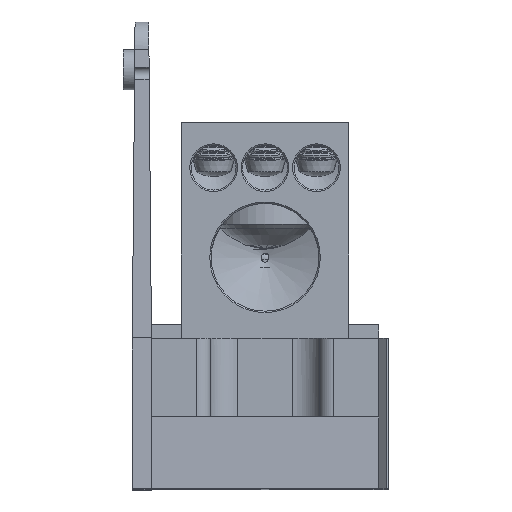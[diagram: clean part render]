
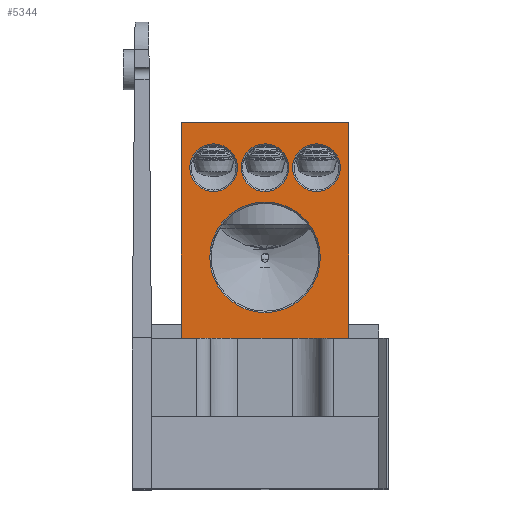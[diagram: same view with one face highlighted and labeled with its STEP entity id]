
A CAD part, top view. The second image highlights one B-rep face of the part: STEP entity #5344.
In plain terms, the highlighted planar face has unit normal (0, 0, 1).
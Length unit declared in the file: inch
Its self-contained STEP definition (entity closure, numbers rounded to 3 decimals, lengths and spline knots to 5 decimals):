
#244 = LINE ( 'NONE', #9197, #31171 ) ;
#355 = DIRECTION ( 'NONE',  ( -1., 0., 0. ) ) ;
#512 = CARTESIAN_POINT ( 'NONE',  ( -0.583, 0.75, 1.5 ) ) ;
#585 = VERTEX_POINT ( 'NONE', #27055 ) ;
#771 = CARTESIAN_POINT ( 'NONE',  ( -0.583, -0.75, 1.5 ) ) ;
#979 = VERTEX_POINT ( 'NONE', #4754 ) ;
#1054 = DIRECTION ( 'NONE',  ( -1., 0., 0. ) ) ;
#1350 = VERTEX_POINT ( 'NONE', #5065 ) ;
#2820 = EDGE_CURVE ( 'NONE', #11192, #8536, #9737, .T. ) ;
#3235 = VECTOR ( 'NONE', #31374, 39.37008 ) ;
#3365 = VECTOR ( 'NONE', #19832, 39.37008 ) ;
#3771 = CARTESIAN_POINT ( 'NONE',  ( -0.358, 0.437, 1.5 ) ) ;
#4545 = ORIENTED_EDGE ( 'NONE', *, *, #24788, .T. ) ;
#4754 = CARTESIAN_POINT ( 'NONE',  ( -0.524, 0.437, 1.5 ) ) ;
#4776 = DIRECTION ( 'NONE',  ( 0., -1., 0. ) ) ;
#4997 = FACE_OUTER_BOUND ( 'NONE', #29836, .T. ) ;
#5065 = CARTESIAN_POINT ( 'NONE',  ( 0.192, 0.437, 1.5 ) ) ;
#5182 = CARTESIAN_POINT ( 'NONE',  ( 0.583, -0.75, 1.5 ) ) ;
#5344 = ADVANCED_FACE ( 'NONE', ( #12280, #24491, #11506, #13041, #4997 ), #25710, .F. ) ;
#5368 = EDGE_CURVE ( 'NONE', #13497, #8536, #8453, .T. ) ;
#5401 = ORIENTED_EDGE ( 'NONE', *, *, #24896, .T. ) ;
#6110 = AXIS2_PLACEMENT_3D ( 'NONE', #3771, #20873, #6261 ) ;
#6261 = DIRECTION ( 'NONE',  ( -1., 0., 0. ) ) ;
#6528 = EDGE_LOOP ( 'NONE', ( #4545 ) ) ;
#7431 = AXIS2_PLACEMENT_3D ( 'NONE', #30308, #15683, #1054 ) ;
#8453 = LINE ( 'NONE', #15530, #20665 ) ;
#8536 = VERTEX_POINT ( 'NONE', #771 ) ;
#8633 = EDGE_LOOP ( 'NONE', ( #15668 ) ) ;
#8752 = CIRCLE ( 'NONE', #16212, 0.166 ) ;
#9197 = CARTESIAN_POINT ( 'NONE',  ( 0.583, 0.75, 1.5 ) ) ;
#9737 = LINE ( 'NONE', #16854, #3235 ) ;
#10558 = EDGE_CURVE ( 'NONE', #12789, #13497, #244, .T. ) ;
#11192 = VERTEX_POINT ( 'NONE', #29912 ) ;
#11506 = FACE_BOUND ( 'NONE', #22363, .T. ) ;
#12280 = FACE_BOUND ( 'NONE', #8633, .T. ) ;
#12449 = CARTESIAN_POINT ( 'NONE',  ( -0.385, -0.187, 1.5 ) ) ;
#12765 = DIRECTION ( 'NONE',  ( -1., 0., 0. ) ) ;
#12789 = VERTEX_POINT ( 'NONE', #18133 ) ;
#12836 = DIRECTION ( 'NONE',  ( 0., 0., -1. ) ) ;
#13041 = FACE_BOUND ( 'NONE', #22184, .T. ) ;
#13497 = VERTEX_POINT ( 'NONE', #512 ) ;
#13697 = EDGE_CURVE ( 'NONE', #979, #979, #26405, .T. ) ;
#14970 = DIRECTION ( 'NONE',  ( 0., 0., -1. ) ) ;
#15530 = CARTESIAN_POINT ( 'NONE',  ( -0.583, -0.75, 1.5 ) ) ;
#15668 = ORIENTED_EDGE ( 'NONE', *, *, #13697, .T. ) ;
#15683 = DIRECTION ( 'NONE',  ( 0., 0., -1. ) ) ;
#16212 = AXIS2_PLACEMENT_3D ( 'NONE', #29607, #14970, #355 ) ;
#16437 = EDGE_CURVE ( 'NONE', #12789, #11192, #28590, .T. ) ;
#16854 = CARTESIAN_POINT ( 'NONE',  ( 0.583, -0.75, 1.5 ) ) ;
#18133 = CARTESIAN_POINT ( 'NONE',  ( 0.583, 0.75, 1.5 ) ) ;
#19134 = ORIENTED_EDGE ( 'NONE', *, *, #2820, .F. ) ;
#19458 = ORIENTED_EDGE ( 'NONE', *, *, #16437, .F. ) ;
#19832 = DIRECTION ( 'NONE',  ( 0., -1., 0. ) ) ;
#20469 = DIRECTION ( 'NONE',  ( -1., 0., 0. ) ) ;
#20582 = CIRCLE ( 'NONE', #7431, 0.385 ) ;
#20665 = VECTOR ( 'NONE', #4776, 39.37008 ) ;
#20873 = DIRECTION ( 'NONE',  ( 0., 0., -1. ) ) ;
#22184 = EDGE_LOOP ( 'NONE', ( #5401 ) ) ;
#22363 = EDGE_LOOP ( 'NONE', ( #29730 ) ) ;
#22524 = ORIENTED_EDGE ( 'NONE', *, *, #10558, .T. ) ;
#22929 = AXIS2_PLACEMENT_3D ( 'NONE', #27475, #12836, #29939 ) ;
#23084 = AXIS2_PLACEMENT_3D ( 'NONE', #25143, #31592, #12765 ) ;
#23290 = ORIENTED_EDGE ( 'NONE', *, *, #5368, .T. ) ;
#23334 = CIRCLE ( 'NONE', #22929, 0.166 ) ;
#24395 = EDGE_CURVE ( 'NONE', #1350, #1350, #23334, .T. ) ;
#24491 = FACE_BOUND ( 'NONE', #6528, .T. ) ;
#24788 = EDGE_CURVE ( 'NONE', #585, #585, #8752, .T. ) ;
#24896 = EDGE_CURVE ( 'NONE', #25763, #25763, #20582, .T. ) ;
#25143 = CARTESIAN_POINT ( 'NONE',  ( 0.583, -0.75, 1.5 ) ) ;
#25710 = PLANE ( 'NONE',  #23084 ) ;
#25763 = VERTEX_POINT ( 'NONE', #12449 ) ;
#26405 = CIRCLE ( 'NONE', #6110, 0.166 ) ;
#27055 = CARTESIAN_POINT ( 'NONE',  ( -0.166, 0.437, 1.5 ) ) ;
#27475 = CARTESIAN_POINT ( 'NONE',  ( 0.358, 0.437, 1.5 ) ) ;
#28590 = LINE ( 'NONE', #5182, #3365 ) ;
#29607 = CARTESIAN_POINT ( 'NONE',  ( 0., 0.437, 1.5 ) ) ;
#29730 = ORIENTED_EDGE ( 'NONE', *, *, #24395, .T. ) ;
#29836 = EDGE_LOOP ( 'NONE', ( #23290, #19134, #19458, #22524 ) ) ;
#29912 = CARTESIAN_POINT ( 'NONE',  ( 0.583, -0.75, 1.5 ) ) ;
#29939 = DIRECTION ( 'NONE',  ( -1., 0., 0. ) ) ;
#30308 = CARTESIAN_POINT ( 'NONE',  ( 0., -0.187, 1.5 ) ) ;
#31171 = VECTOR ( 'NONE', #20469, 39.37008 ) ;
#31374 = DIRECTION ( 'NONE',  ( -1., 0., 0. ) ) ;
#31592 = DIRECTION ( 'NONE',  ( 0., 0., -1. ) ) ;
